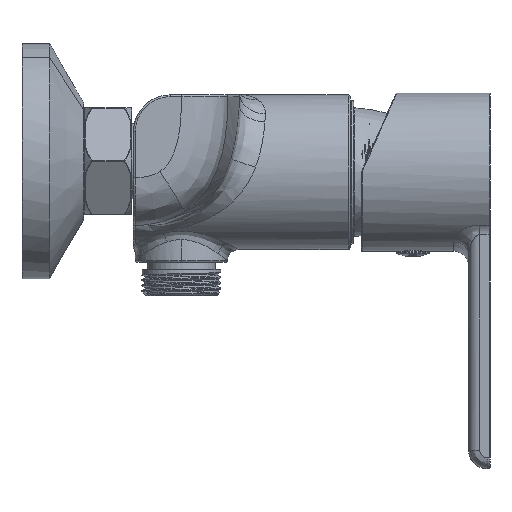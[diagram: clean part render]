
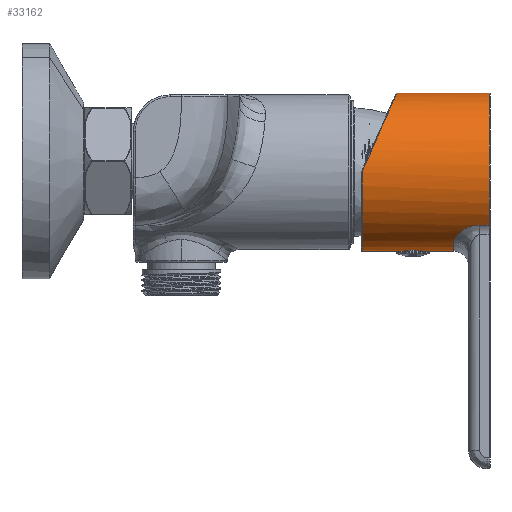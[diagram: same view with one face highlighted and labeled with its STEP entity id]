
A CAD part, front view. The second image highlights one B-rep face of the part: STEP entity #33162.
In plain terms, the highlighted cylindrical face has radius 21.5 mm (diameter 43 mm), a partial arc.
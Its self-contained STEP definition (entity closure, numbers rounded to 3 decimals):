
#31580=CARTESIAN_POINT('Vertex',(79.1,0.,-42.5)) ;
#31584=CARTESIAN_POINT('Control Point',(79.1,0.,-42.5)) ;
#31585=CARTESIAN_POINT('Control Point',(79.1,-0.356,-42.5)) ;
#31586=CARTESIAN_POINT('Control Point',(79.052,-0.713,-42.493)) ;
#31587=CARTESIAN_POINT('Control Point',(78.956,-1.059,-42.478)) ;
#31588=CARTESIAN_POINT('Control Point',(78.675,-1.715,-42.437)) ;
#31589=CARTESIAN_POINT('Control Point',(78.231,-2.273,-42.382)) ;
#31590=CARTESIAN_POINT('Control Point',(77.973,-2.522,-42.353)) ;
#31591=CARTESIAN_POINT('Control Point',(77.323,-2.996,-42.293)) ;
#31592=CARTESIAN_POINT('Control Point',(76.557,-3.258,-42.252)) ;
#31593=CARTESIAN_POINT('Control Point',(76.112,-3.331,-42.24)) ;
#31594=CARTESIAN_POINT('Control Point',(75.483,-3.325,-42.242)) ;
#31595=CARTESIAN_POINT('Control Point',(74.879,-3.176,-42.264)) ;
#31596=CARTESIAN_POINT('Control Point',(74.71,-3.122,-42.272)) ;
#31597=CARTESIAN_POINT('Control Point',(74.418,-3.007,-42.289)) ;
#31598=CARTESIAN_POINT('Control Point',(74.141,-2.858,-42.309)) ;
#31599=CARTESIAN_POINT('Control Point',(74.028,-2.789,-42.319)) ;
#31600=CARTESIAN_POINT('Control Point',(73.812,-2.642,-42.337)) ;
#31601=CARTESIAN_POINT('Control Point',(73.613,-2.476,-42.357)) ;
#31602=CARTESIAN_POINT('Control Point',(73.516,-2.388,-42.367)) ;
#31603=CARTESIAN_POINT('Control Point',(73.09,-1.954,-42.414)) ;
#31604=CARTESIAN_POINT('Control Point',(72.769,-1.429,-42.459)) ;
#31605=CARTESIAN_POINT('Control Point',(72.588,-0.964,-42.486)) ;
#31606=CARTESIAN_POINT('Control Point',(72.5,-0.482,-42.5)) ;
#31607=CARTESIAN_POINT('Control Point',(72.5,0.,-42.5)) ;
#31608=CARTESIAN_POINT('Vertex',(72.5,0.,-42.5)) ;
#31676=CARTESIAN_POINT('Vertex',(62.05,0.,-42.5)) ;
#31681=CARTESIAN_POINT('Axis2P3D Location',(62.05,0.,-21.)) ;
#31685=CARTESIAN_POINT('Vertex',(62.05,-21.5,-21.054)) ;
#32418=CARTESIAN_POINT('Vertex',(96.55,-16.02,-35.34)) ;
#32636=CARTESIAN_POINT('Vertex',(96.55,0.,0.5)) ;
#32888=CARTESIAN_POINT('Axis2P3D Location',(96.55,0.,-21.)) ;
#32906=CARTESIAN_POINT('Line Origine',(61.8,-16.02,-35.34)) ;
#32910=CARTESIAN_POINT('Vertex',(94.,-16.02,-35.34)) ;
#32946=CARTESIAN_POINT('Control Point',(89.072,-14.309,-37.048)) ;
#32947=CARTESIAN_POINT('Control Point',(89.251,-14.459,-36.914)) ;
#32948=CARTESIAN_POINT('Control Point',(89.44,-14.602,-36.783)) ;
#32949=CARTESIAN_POINT('Control Point',(89.624,-14.731,-36.662)) ;
#32950=CARTESIAN_POINT('Control Point',(90.03,-14.988,-36.416)) ;
#32951=CARTESIAN_POINT('Control Point',(90.471,-15.217,-36.189)) ;
#32952=CARTESIAN_POINT('Control Point',(90.699,-15.324,-36.081)) ;
#32953=CARTESIAN_POINT('Control Point',(91.131,-15.506,-35.894)) ;
#32954=CARTESIAN_POINT('Control Point',(91.59,-15.66,-35.732)) ;
#32955=CARTESIAN_POINT('Control Point',(91.808,-15.724,-35.664)) ;
#32956=CARTESIAN_POINT('Control Point',(92.241,-15.836,-35.544)) ;
#32957=CARTESIAN_POINT('Control Point',(92.688,-15.918,-35.453)) ;
#32958=CARTESIAN_POINT('Control Point',(92.92,-15.954,-35.414)) ;
#32959=CARTESIAN_POINT('Control Point',(93.28,-15.993,-35.369)) ;
#32960=CARTESIAN_POINT('Control Point',(93.647,-16.013,-35.347)) ;
#32961=CARTESIAN_POINT('Control Point',(93.764,-16.017,-35.342)) ;
#32962=CARTESIAN_POINT('Control Point',(93.882,-16.02,-35.34)) ;
#32963=CARTESIAN_POINT('Control Point',(94.,-16.02,-35.34)) ;
#32964=CARTESIAN_POINT('Vertex',(89.072,-14.309,-37.048)) ;
#32968=CARTESIAN_POINT('Control Point',(87.,-10.118,-39.971)) ;
#32969=CARTESIAN_POINT('Control Point',(87.007,-11.667,-39.151)) ;
#32970=CARTESIAN_POINT('Control Point',(87.73,-13.142,-38.08)) ;
#32971=CARTESIAN_POINT('Control Point',(89.01,-14.257,-37.094)) ;
#32972=CARTESIAN_POINT('Control Point',(89.072,-14.309,-37.048)) ;
#32973=CARTESIAN_POINT('Vertex',(87.,-10.118,-39.971)) ;
#32998=CARTESIAN_POINT('Axis2P3D Location',(87.,0.,-21.)) ;
#33002=CARTESIAN_POINT('Vertex',(87.,0.,-42.5)) ;
#33066=CARTESIAN_POINT('Control Point',(71.535,0.,0.5)) ;
#33067=CARTESIAN_POINT('Control Point',(71.535,-2.856,0.5)) ;
#33068=CARTESIAN_POINT('Control Point',(71.027,-8.569,-0.654)) ;
#33069=CARTESIAN_POINT('Control Point',(68.861,-15.795,-5.575)) ;
#33070=CARTESIAN_POINT('Control Point',(65.688,-20.459,-12.785)) ;
#33071=CARTESIAN_POINT('Control Point',(63.24,-21.506,-18.349)) ;
#33072=CARTESIAN_POINT('Control Point',(62.05,-21.5,-21.054)) ;
#33073=CARTESIAN_POINT('Vertex',(71.535,0.,0.5)) ;
#33113=CARTESIAN_POINT('Axis2P3D Location',(61.8,0.,-21.)) ;
#33118=CARTESIAN_POINT('Line Origine',(61.8,0.,-42.5)) ;
#33123=CARTESIAN_POINT('Line Origine',(61.8,0.,-42.5)) ;
#33128=CARTESIAN_POINT('Line Origine',(61.8,0.,0.5)) ;
#32908=VECTOR('Line Direction',#32907,1.) ;
#33120=VECTOR('Line Direction',#33119,1.) ;
#33125=VECTOR('Line Direction',#33124,1.) ;
#33130=VECTOR('Line Direction',#33129,1.) ;
#31682=DIRECTION('Axis2P3D Direction',(1.,0.,-0.)) ;
#32889=DIRECTION('Axis2P3D Direction',(1.,0.,-0.)) ;
#32907=DIRECTION('Vector Direction',(1.,0.,0.)) ;
#32999=DIRECTION('Axis2P3D Direction',(-1.,0.,0.)) ;
#33114=DIRECTION('Axis2P3D Direction',(1.,0.,0.)) ;
#33115=DIRECTION('Axis2P3D XDirection',(0.,0.,-1.)) ;
#33119=DIRECTION('Vector Direction',(1.,0.,0.)) ;
#33124=DIRECTION('Vector Direction',(1.,0.,0.)) ;
#33129=DIRECTION('Vector Direction',(1.,0.,0.)) ;
#31683=AXIS2_PLACEMENT_3D('Circle Axis2P3D',#31681,#31682,$) ;
#32890=AXIS2_PLACEMENT_3D('Circle Axis2P3D',#32888,#32889,$) ;
#33000=AXIS2_PLACEMENT_3D('Circle Axis2P3D',#32998,#32999,$) ;
#33116=AXIS2_PLACEMENT_3D('Cylinder Axis2P3D',#33113,#33114,#33115) ;
#32909=LINE('Line',#32906,#32908) ;
#33121=LINE('Line',#33118,#33120) ;
#33126=LINE('Line',#33123,#33125) ;
#33131=LINE('Line',#33128,#33130) ;
#31684=CIRCLE('generated circle',#31683,21.5) ;
#32891=CIRCLE('generated circle',#32890,21.5) ;
#33001=CIRCLE('generated circle',#33000,21.5) ;
#33117=CYLINDRICAL_SURFACE('generated cylinder',#33116,21.5) ;
#31610=EDGE_CURVE('',#31581,#31609,#31583,.T.) ;
#31687=EDGE_CURVE('',#31677,#31686,#31684,.F.) ;
#32892=EDGE_CURVE('',#32419,#32637,#32891,.F.) ;
#32912=EDGE_CURVE('',#32911,#32419,#32909,.T.) ;
#32966=EDGE_CURVE('',#32965,#32911,#32945,.T.) ;
#32975=EDGE_CURVE('',#32974,#32965,#32967,.T.) ;
#33004=EDGE_CURVE('',#33003,#32974,#33001,.T.) ;
#33075=EDGE_CURVE('',#33074,#31686,#33065,.T.) ;
#33122=EDGE_CURVE('',#33003,#31581,#33121,.F.) ;
#33127=EDGE_CURVE('',#31609,#31677,#33126,.F.) ;
#33132=EDGE_CURVE('',#33074,#32637,#33131,.T.) ;
#33150=ORIENTED_EDGE('',*,*,#33132,.F.) ;
#33151=ORIENTED_EDGE('',*,*,#33075,.T.) ;
#33152=ORIENTED_EDGE('',*,*,#31687,.F.) ;
#33153=ORIENTED_EDGE('',*,*,#33127,.F.) ;
#33154=ORIENTED_EDGE('',*,*,#31610,.F.) ;
#33155=ORIENTED_EDGE('',*,*,#33122,.F.) ;
#33156=ORIENTED_EDGE('',*,*,#33004,.T.) ;
#33157=ORIENTED_EDGE('',*,*,#32975,.T.) ;
#33158=ORIENTED_EDGE('',*,*,#32966,.T.) ;
#33159=ORIENTED_EDGE('',*,*,#32912,.T.) ;
#33160=ORIENTED_EDGE('',*,*,#32892,.T.) ;
#33149=EDGE_LOOP('',(#33150,#33151,#33152,#33153,#33154,#33155,#33156,#33157,#33158,#33159,#33160)) ;
#31581=VERTEX_POINT('',#31580) ;
#31609=VERTEX_POINT('',#31608) ;
#31677=VERTEX_POINT('',#31676) ;
#31686=VERTEX_POINT('',#31685) ;
#32419=VERTEX_POINT('',#32418) ;
#32637=VERTEX_POINT('',#32636) ;
#32911=VERTEX_POINT('',#32910) ;
#32965=VERTEX_POINT('',#32964) ;
#32974=VERTEX_POINT('',#32973) ;
#33003=VERTEX_POINT('',#33002) ;
#33074=VERTEX_POINT('',#33073) ;
#33162=ADVANCED_FACE('BREP_WITH_VOIDS #31',(#33161),#33117,.T.) ;
#31583=B_SPLINE_CURVE_WITH_KNOTS('',5,(#31584,#31585,#31586,#31587,#31588,#31589,#31590,#31591,#31592,#31593,#31594,#31595,#31596,#31597,#31598,#31599,#31600,#31601,#31602,#31603,#31604,#31605,#31606,#31607),.UNSPECIFIED.,.F.,.U.,(6,3,3,3,3,3,3,6),(0.,2.524,5.049,8.187,9.442,10.411,11.381,14.798),.UNSPECIFIED.) ;
#32945=B_SPLINE_CURVE_WITH_KNOTS('',5,(#32946,#32947,#32948,#32949,#32950,#32951,#32952,#32953,#32954,#32955,#32956,#32957,#32958,#32959,#32960,#32961,#32962,#32963),.UNSPECIFIED.,.F.,.U.,(6,3,3,3,3,6),(0.,1.756,3.409,4.953,6.497,7.216),.UNSPECIFIED.) ;
#33161=FACE_OUTER_BOUND('',#33149,.T.) ;
#32967=(BOUNDED_CURVE()B_SPLINE_CURVE(3,(#32968,#32969,#32970,#32971,#32972),.UNSPECIFIED.,.F.,.U.)B_SPLINE_CURVE_WITH_KNOTS((4,1,4),(0.,4.505,4.729),.UNSPECIFIED.)CURVE()GEOMETRIC_REPRESENTATION_ITEM()RATIONAL_B_SPLINE_CURVE((1.,1.,1.,1.,1.))REPRESENTATION_ITEM('')) ;
#33065=(BOUNDED_CURVE()B_SPLINE_CURVE(3,(#33066,#33067,#33068,#33069,#33070,#33071,#33072),.UNSPECIFIED.,.F.,.U.)B_SPLINE_CURVE_WITH_KNOTS((4,1,1,1,4),(35.991,44.989,53.986,62.984,71.503),.UNSPECIFIED.)CURVE()GEOMETRIC_REPRESENTATION_ITEM()RATIONAL_B_SPLINE_CURVE((1.,1.,1.,1.,1.,1.,1.))REPRESENTATION_ITEM('')) ;
